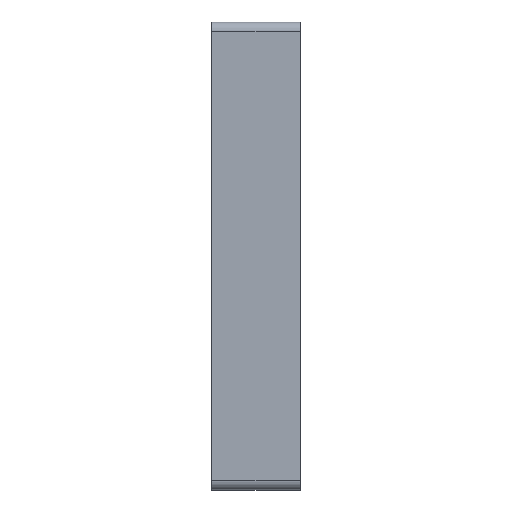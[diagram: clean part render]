
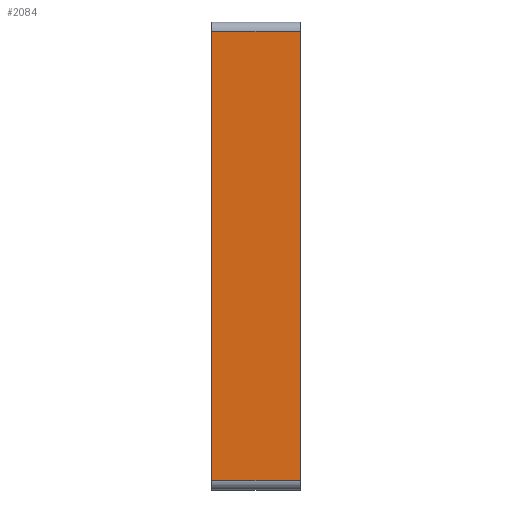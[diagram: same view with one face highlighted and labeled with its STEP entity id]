
A CAD part, left-side view. The second image highlights one B-rep face of the part: STEP entity #2084.
In plain terms, the highlighted planar face has unit normal (-1, 0, 0).
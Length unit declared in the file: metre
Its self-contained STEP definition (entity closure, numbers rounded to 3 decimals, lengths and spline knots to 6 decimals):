
#63=LINE('',#2974,#267);
#87=LINE('',#3096,#291);
#92=LINE('',#3113,#296);
#111=LINE('',#3172,#315);
#267=VECTOR('',#2438,1.);
#291=VECTOR('',#2478,1.);
#296=VECTOR('',#2495,1.);
#315=VECTOR('',#2556,1.);
#697=ORIENTED_EDGE('',*,*,#1193,.T.);
#698=ORIENTED_EDGE('',*,*,#1247,.F.);
#699=ORIENTED_EDGE('',*,*,#1273,.F.);
#700=ORIENTED_EDGE('',*,*,#1239,.T.);
#1193=EDGE_CURVE('',#1496,#1495,#63,.T.);
#1239=EDGE_CURVE('',#1540,#1496,#87,.T.);
#1247=EDGE_CURVE('',#1545,#1495,#92,.T.);
#1273=EDGE_CURVE('',#1540,#1545,#111,.T.);
#1495=VERTEX_POINT('',#2973);
#1496=VERTEX_POINT('',#2975);
#1540=VERTEX_POINT('',#3094);
#1545=VERTEX_POINT('',#3111);
#1737=EDGE_LOOP('',(#697,#698,#699,#700));
#1887=FACE_BOUND('',#1737,.T.);
#2000=PLANE('',#2288);
#2084=ADVANCED_FACE('',(#1887),#2000,.F.);
#2288=AXIS2_PLACEMENT_3D('',#3171,#2554,#2555);
#2438=DIRECTION('',(0.,0.,1.));
#2478=DIRECTION('',(0.,-1.,0.));
#2495=DIRECTION('',(0.,-1.,0.));
#2554=DIRECTION('',(1.,0.,0.));
#2555=DIRECTION('',(0.,0.,-1.));
#2556=DIRECTION('',(0.,0.,1.));
#2973=CARTESIAN_POINT('',(-0.0365,0.,0.0485));
#2974=CARTESIAN_POINT('',(-0.0365,0.,0.));
#2975=CARTESIAN_POINT('',(-0.0365,0.,-0.0485));
#3094=CARTESIAN_POINT('',(-0.0365,0.019,-0.0485));
#3096=CARTESIAN_POINT('',(-0.0365,0.,-0.0485));
#3111=CARTESIAN_POINT('',(-0.0365,0.019,0.0485));
#3113=CARTESIAN_POINT('',(-0.0365,0.019,0.0485));
#3171=CARTESIAN_POINT('',(-0.0365,0.019,0.));
#3172=CARTESIAN_POINT('',(-0.0365,0.019,0.));
